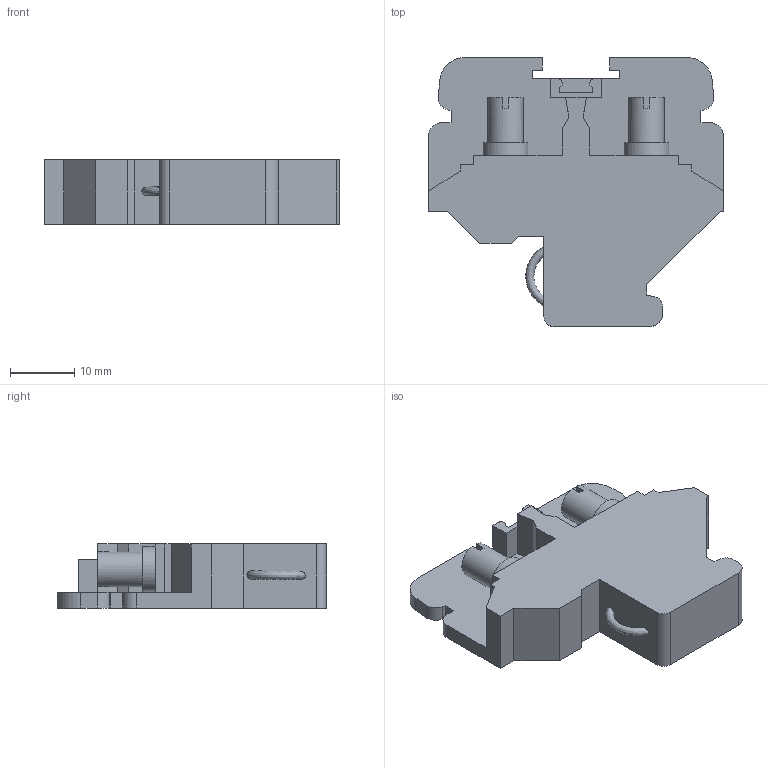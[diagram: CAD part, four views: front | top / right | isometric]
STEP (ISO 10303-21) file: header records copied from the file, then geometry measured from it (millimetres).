
FILE_DESCRIPTION(/* description */ ('Unknown'),/* implementation_level */ '2;1');
FILE_NAME(/* name */ 'CATM3_3D_SOLID',/* time_stamp */ '2025-05-16T10:39:12+05:00',/* author */ ('Unknown'),/* organization */ ('Unknown'),/* preprocessor_version */ 'ST-DEVELOPER v16.7',/* originating_system */ 'Solid Edge',/* authorisation */ 'Unknown');
FILE_SCHEMA (('AUTOMOTIVE_DESIGN {1 0 10303 214 3 1 1}'));
Length unit declared in the file: millimetre
Products named in the file (1): CATM3_3D_SOLID
Bounding box: 46 x 42 x 10 mm (x, y, z)
Volume: 10093.2 mm3; surface area: 5051 mm2
Topology: 1 solids, 3 shells, 115 faces, 321 edges, 214 vertices
Faces by surface type: plane 87, cylinder 21, cone 6, bspline 1
Full cylindrical faces by diameter (mm): 2.459 x2, 3 x4, 5.5 x2, 7 x2
Entity records: 4503 total; most frequent: CARTESIAN_POINT 825, ORIENTED_EDGE 580, DIRECTION 568, EDGE_CURVE 290, LINE 230, VECTOR 230, VERTEX_POINT 200, AXIS2_PLACEMENT_3D 169
